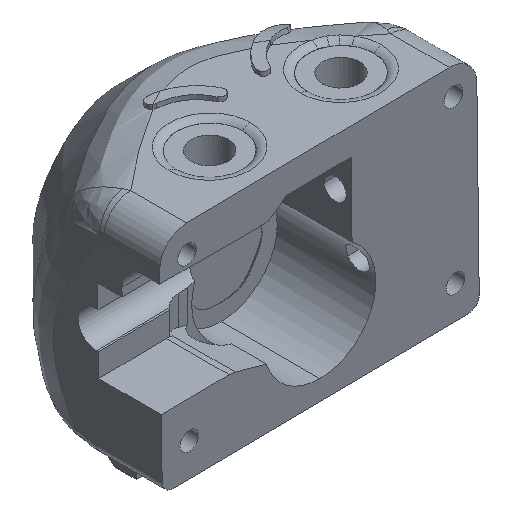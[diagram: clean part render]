
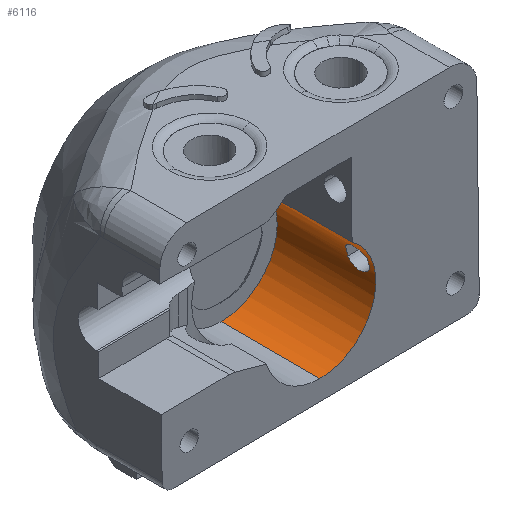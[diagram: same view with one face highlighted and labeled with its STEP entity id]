
A CAD part, isometric view. The second image highlights one B-rep face of the part: STEP entity #6116.
In plain terms, the highlighted cylindrical face has radius 5.125 mm (diameter 10.25 mm), a partial arc.
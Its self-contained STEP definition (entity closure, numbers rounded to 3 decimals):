
#236 = ORIENTED_EDGE ( 'NONE', *, *, #8205, .F. ) ;
#373 = ORIENTED_EDGE ( 'NONE', *, *, #8781, .T. ) ;
#457 = CARTESIAN_POINT ( 'NONE',  ( -0.17, 13.449, 16.25 ) ) ;
#536 = CARTESIAN_POINT ( 'NONE',  ( -4.845, 11.347, 17.939 ) ) ;
#574 = AXIS2_PLACEMENT_3D ( 'NONE', #2926, #7544, #3725 ) ;
#609 = CARTESIAN_POINT ( 'NONE',  ( -3.117, 9.256, 12.25 ) ) ;
#707 = DIRECTION ( 'NONE',  ( -1., 0., 0. ) ) ;
#870 = EDGE_CURVE ( 'NONE', #6696, #1023, #4063, .T. ) ;
#959 = DIRECTION ( 'NONE',  ( 0., 0., 1. ) ) ;
#1023 = VERTEX_POINT ( 'NONE', #5308 ) ;
#1038 = CIRCLE ( 'NONE', #7606, 5.125 ) ;
#1198 = CARTESIAN_POINT ( 'NONE',  ( -4.732, 11.112, 17.466 ) ) ;
#1235 = CARTESIAN_POINT ( 'NONE',  ( -5.293, 13.305, 17.458 ) ) ;
#1279 = CARTESIAN_POINT ( 'NONE',  ( -5.26, 12.846, 16.35 ) ) ;
#1292 = VERTEX_POINT ( 'NONE', #609 ) ;
#1293 = DIRECTION ( 'NONE',  ( 0., 0., -1. ) ) ;
#1412 = CARTESIAN_POINT ( 'NONE',  ( -5.006, 11.75, 16.25 ) ) ;
#1700 = CARTESIAN_POINT ( 'NONE',  ( -5.235, 12.664, 16.25 ) ) ;
#1763 = CARTESIAN_POINT ( 'NONE',  ( -5.006, 11.75, 18.25 ) ) ;
#1833 = AXIS2_PLACEMENT_3D ( 'NONE', #9888, #3558, #8943 ) ;
#1930 = CARTESIAN_POINT ( 'NONE',  ( -4.871, 11.403, 16.474 ) ) ;
#2023 = CARTESIAN_POINT ( 'NONE',  ( -5.264, 12.854, 18.163 ) ) ;
#2645 = VECTOR ( 'NONE', #959, 1000. ) ;
#2669 = B_SPLINE_CURVE_WITH_KNOTS ( 'NONE', 3,
 ( #8901, #9753, #8188, #7393, #536, #2823, #1198, #5884, #2867, #1930, #8952, #4375 ),
 .UNSPECIFIED., .F., .F.,
 ( 4, 2, 2, 2, 2, 4 ),
 ( 0., 0., 0.001, 0.001, 0.002, 0.003 ),
 .UNSPECIFIED. ) ;
#2675 = FACE_OUTER_BOUND ( 'NONE', #6718, .T. ) ;
#2775 = CARTESIAN_POINT ( 'NONE',  ( -0.17, 8.324, 18.75 ) ) ;
#2818 = ORIENTED_EDGE ( 'NONE', *, *, #4951, .F. ) ;
#2823 = CARTESIAN_POINT ( 'NONE',  ( -4.766, 11.178, 17.679 ) ) ;
#2867 = CARTESIAN_POINT ( 'NONE',  ( -4.766, 11.176, 16.824 ) ) ;
#2926 = CARTESIAN_POINT ( 'NONE',  ( -0.17, 13.449, 18.75 ) ) ;
#2936 = CIRCLE ( 'NONE', #8717, 5.125 ) ;
#3131 = LINE ( 'NONE', #6958, #2645 ) ;
#3300 = DIRECTION ( 'NONE',  ( 0., 1., 0. ) ) ;
#3414 = DIRECTION ( 'NONE',  ( 0., -1., 0. ) ) ;
#3428 = ORIENTED_EDGE ( 'NONE', *, *, #4708, .F. ) ;
#3558 = DIRECTION ( 'NONE',  ( 0., 0., 1. ) ) ;
#3725 = DIRECTION ( 'NONE',  ( -1., 0., 0. ) ) ;
#3807 = CARTESIAN_POINT ( 'NONE',  ( -0.17, 18.574, 18.75 ) ) ;
#4063 = CIRCLE ( 'NONE', #574, 5.125 ) ;
#4165 = CARTESIAN_POINT ( 'NONE',  ( -5.25, 12.759, 16.294 ) ) ;
#4173 = VERTEX_POINT ( 'NONE', #1412 ) ;
#4274 = CARTESIAN_POINT ( 'NONE',  ( -5.278, 13.017, 18.021 ) ) ;
#4299 = DIRECTION ( 'NONE',  ( 0., -1., 0. ) ) ;
#4319 = ORIENTED_EDGE ( 'NONE', *, *, #7779, .T. ) ;
#4375 = CARTESIAN_POINT ( 'NONE',  ( -5.006, 11.75, 16.25 ) ) ;
#4388 = VECTOR ( 'NONE', #1293, 1000. ) ;
#4517 = DIRECTION ( 'NONE',  ( 0., 0., -1. ) ) ;
#4522 = EDGE_CURVE ( 'NONE', #7386, #8526, #6895, .T. ) ;
#4708 = EDGE_CURVE ( 'NONE', #5579, #1292, #7596, .T. ) ;
#4720 = EDGE_LOOP ( 'NONE', ( #7829, #4728, #4319, #236 ) ) ;
#4728 = ORIENTED_EDGE ( 'NONE', *, *, #4522, .F. ) ;
#4951 = EDGE_CURVE ( 'NONE', #1292, #1023, #3131, .T. ) ;
#5070 = CARTESIAN_POINT ( 'NONE',  ( -5.235, 12.664, 18.25 ) ) ;
#5145 = CARTESIAN_POINT ( 'NONE',  ( -0.17, 8.324, 9.725 ) ) ;
#5308 = CARTESIAN_POINT ( 'NONE',  ( -3.117, 9.256, 18.75 ) ) ;
#5579 = VERTEX_POINT ( 'NONE', #9157 ) ;
#5661 = CARTESIAN_POINT ( 'NONE',  ( -5.235, 12.664, 18.25 ) ) ;
#5687 = DIRECTION ( 'NONE',  ( 0., 0., -1. ) ) ;
#5884 = CARTESIAN_POINT ( 'NONE',  ( -4.731, 11.112, 17.037 ) ) ;
#6066 = ORIENTED_EDGE ( 'NONE', *, *, #870, .T. ) ;
#6116 = ADVANCED_FACE ( 'NONE', ( #2675, #6332 ), #7192, .F. ) ;
#6332 = FACE_BOUND ( 'NONE', #4720, .T. ) ;
#6430 = VERTEX_POINT ( 'NONE', #5145 ) ;
#6573 = CARTESIAN_POINT ( 'NONE',  ( -5.277, 13.004, 16.487 ) ) ;
#6696 = VERTEX_POINT ( 'NONE', #3807 ) ;
#6718 = EDGE_LOOP ( 'NONE', ( #8622, #6066, #2818, #3428, #373, #6874 ) ) ;
#6777 = LINE ( 'NONE', #8287, #6794 ) ;
#6794 = VECTOR ( 'NONE', #4517, 1000. ) ;
#6874 = ORIENTED_EDGE ( 'NONE', *, *, #9688, .F. ) ;
#6895 = B_SPLINE_CURVE_WITH_KNOTS ( 'NONE', 3,
 ( #8938, #4165, #1279, #6573, #9690, #7333, #9643, #1235, #8884, #4274, #2023, #5070 ),
 .UNSPECIFIED., .F., .F.,
 ( 4, 2, 2, 2, 2, 4 ),
 ( 0., 0., 0.001, 0.001, 0.002, 0.003 ),
 .UNSPECIFIED. ) ;
#6958 = CARTESIAN_POINT ( 'NONE',  ( -3.117, 9.256, 18.75 ) ) ;
#6989 = EDGE_CURVE ( 'NONE', #6992, #8526, #1038, .T. ) ;
#6992 = VERTEX_POINT ( 'NONE', #1763 ) ;
#7192 = CYLINDRICAL_SURFACE ( 'NONE', #9848, 5.125 ) ;
#7333 = CARTESIAN_POINT ( 'NONE',  ( -5.292, 13.243, 16.83 ) ) ;
#7359 = DIRECTION ( 'NONE',  ( 0., 0., 1. ) ) ;
#7386 = VERTEX_POINT ( 'NONE', #1700 ) ;
#7393 = CARTESIAN_POINT ( 'NONE',  ( -4.876, 11.416, 18.018 ) ) ;
#7544 = DIRECTION ( 'NONE',  ( 0., 0., 1. ) ) ;
#7596 = CIRCLE ( 'NONE', #7752, 5.125 ) ;
#7606 = AXIS2_PLACEMENT_3D ( 'NONE', #9553, #8033, #3300 ) ;
#7610 = CARTESIAN_POINT ( 'NONE',  ( -0.17, 18.574, 9.725 ) ) ;
#7752 = AXIS2_PLACEMENT_3D ( 'NONE', #9830, #9036, #707 ) ;
#7779 = EDGE_CURVE ( 'NONE', #7386, #4173, #2936, .T. ) ;
#7829 = ORIENTED_EDGE ( 'NONE', *, *, #6989, .T. ) ;
#7995 = CARTESIAN_POINT ( 'NONE',  ( -0.17, 13.449, 18.75 ) ) ;
#8033 = DIRECTION ( 'NONE',  ( 0., 0., -1. ) ) ;
#8188 = CARTESIAN_POINT ( 'NONE',  ( -4.94, 11.571, 18.152 ) ) ;
#8205 = EDGE_CURVE ( 'NONE', #6992, #4173, #2669, .T. ) ;
#8287 = CARTESIAN_POINT ( 'NONE',  ( -0.17, 18.574, 18.75 ) ) ;
#8526 = VERTEX_POINT ( 'NONE', #5661 ) ;
#8622 = ORIENTED_EDGE ( 'NONE', *, *, #9007, .F. ) ;
#8717 = AXIS2_PLACEMENT_3D ( 'NONE', #457, #7359, #4299 ) ;
#8781 = EDGE_CURVE ( 'NONE', #5579, #6430, #9660, .T. ) ;
#8884 = CARTESIAN_POINT ( 'NONE',  ( -5.292, 13.244, 17.668 ) ) ;
#8901 = CARTESIAN_POINT ( 'NONE',  ( -5.006, 11.75, 18.25 ) ) ;
#8938 = CARTESIAN_POINT ( 'NONE',  ( -5.235, 12.664, 16.25 ) ) ;
#8943 = DIRECTION ( 'NONE',  ( -1., 0., 0. ) ) ;
#8952 = CARTESIAN_POINT ( 'NONE',  ( -4.94, 11.563, 16.336 ) ) ;
#9007 = EDGE_CURVE ( 'NONE', #6696, #9850, #6777, .T. ) ;
#9036 = DIRECTION ( 'NONE',  ( 0., 0., -1. ) ) ;
#9157 = CARTESIAN_POINT ( 'NONE',  ( -0.17, 8.324, 12.25 ) ) ;
#9553 = CARTESIAN_POINT ( 'NONE',  ( -0.17, 13.449, 18.25 ) ) ;
#9643 = CARTESIAN_POINT ( 'NONE',  ( -5.293, 13.305, 17.041 ) ) ;
#9660 = LINE ( 'NONE', #2775, #4388 ) ;
#9688 = EDGE_CURVE ( 'NONE', #9850, #6430, #9697, .T. ) ;
#9690 = CARTESIAN_POINT ( 'NONE',  ( -5.282, 13.073, 16.567 ) ) ;
#9697 = CIRCLE ( 'NONE', #1833, 5.125 ) ;
#9753 = CARTESIAN_POINT ( 'NONE',  ( -4.973, 11.656, 18.207 ) ) ;
#9830 = CARTESIAN_POINT ( 'NONE',  ( -0.17, 13.449, 12.25 ) ) ;
#9848 = AXIS2_PLACEMENT_3D ( 'NONE', #7995, #5687, #3414 ) ;
#9850 = VERTEX_POINT ( 'NONE', #7610 ) ;
#9888 = CARTESIAN_POINT ( 'NONE',  ( -0.17, 13.449, 9.725 ) ) ;
